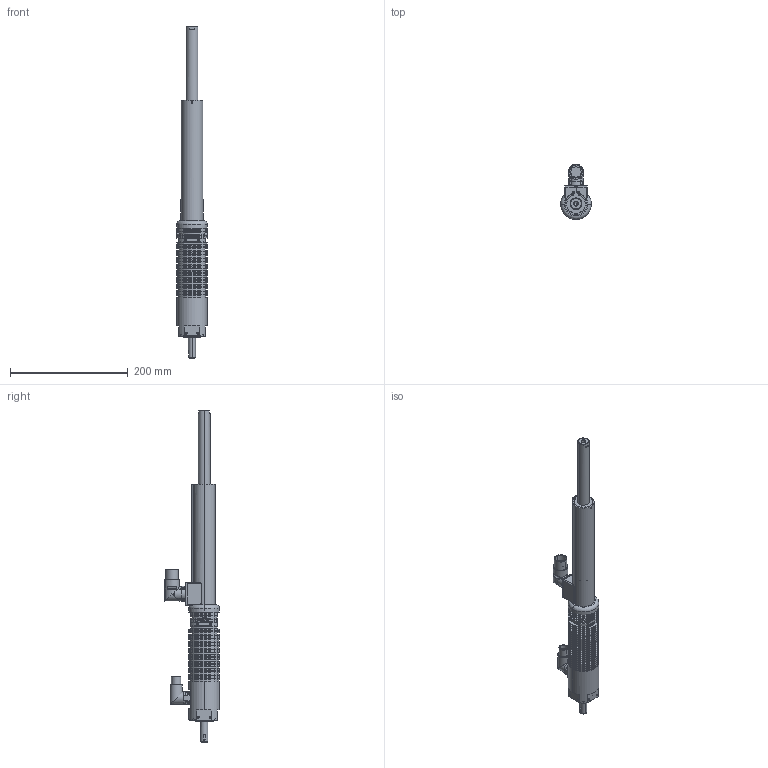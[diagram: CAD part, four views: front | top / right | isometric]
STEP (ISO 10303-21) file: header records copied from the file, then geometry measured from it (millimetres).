
FILE_DESCRIPTION (( 'STEP AP214' ), '1' );
FILE_NAME ('0186-0220_200226_PR01-52x60-R!37x120F-HP-C-100.STEP', '2020-02-26T10:18:33', ( '' ), ( '' ), 'SwSTEP 2.0', 'SolidWorks 2019', '' );
FILE_SCHEMA (( 'AUTOMOTIVE_DESIGN' ));
Length unit declared in the file: millimetre
Products named in the file (3): Stator-RS01-52x60; PL01+DA12-100; 0186-0220_200226_PR01-52x60-R!37x120F-HP-C-100
Assembly tree (2 placements, depth 2):
  0186-0220_200226_PR01-52x60-R!37x120F-HP-C-100
    Stator-RS01-52x60
    PL01+DA12-100
Bounding box: 52 x 93.4 x 564.1 mm (x, y, z)
Volume: 678236.2 mm3; surface area: 168034.3 mm2
Topology: 2 solids, 15 shells, 1329 faces, 3275 edges, 2017 vertices
Faces by surface type: cylinder 567, plane 500, cone 138, torus 67, bspline 45, sphere 12
Entity records: 57300 total; most frequent: CARTESIAN_POINT 11666, DIRECTION 6575, ORIENTED_EDGE 6398, EDGE_CURVE 3199, AXIS2_PLACEMENT_3D 2600, VERTEX_POINT 2017, EDGE_LOOP 1486, LINE 1375
